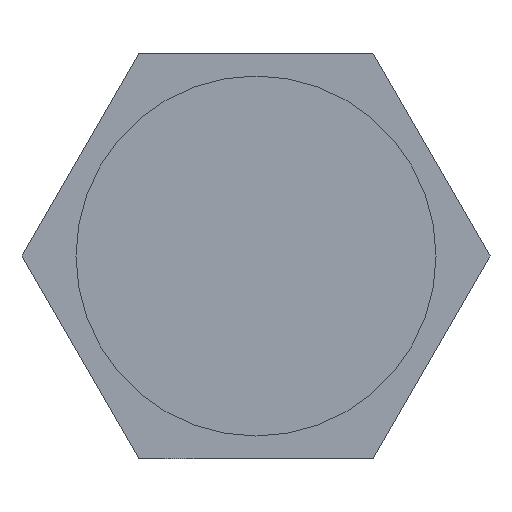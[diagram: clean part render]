
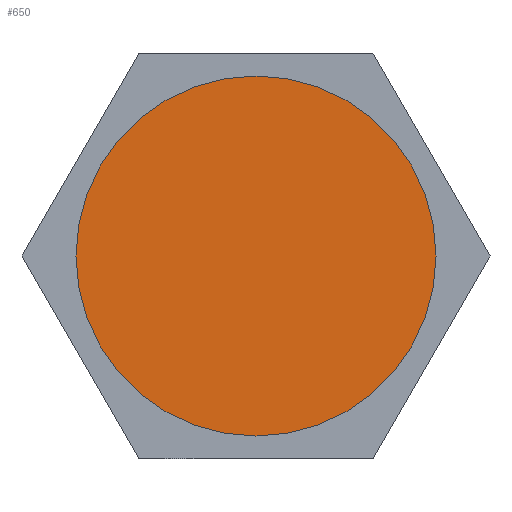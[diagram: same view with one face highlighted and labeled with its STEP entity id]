
A CAD part, front view. The second image highlights one B-rep face of the part: STEP entity #650.
In plain terms, the highlighted planar face has unit normal (0, -1, 0).
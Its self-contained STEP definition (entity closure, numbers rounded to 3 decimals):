
#572=CARTESIAN_POINT('',(10.0,0.0,0.0));
#573=VERTEX_POINT('',#572);
#589=CARTESIAN_POINT('',(-10.0,0.0,0.));
#590=VERTEX_POINT('',#589);
#597=CARTESIAN_POINT('',(0.0,0.0,0.0));
#598=DIRECTION('',(0.0,-1.0,0.0));
#599=DIRECTION('',(1.0,0.0,0.0));
#600=AXIS2_PLACEMENT_3D('',#597,#598,#599);
#601=CIRCLE('',#600,10.0);
#602=EDGE_CURVE('',#573,#590,#601,.T.);
#629=CARTESIAN_POINT('',(0.0,0.0,0.0));
#630=DIRECTION('',(0.0,-1.0,0.0));
#631=DIRECTION('',(1.0,0.0,0.0));
#632=AXIS2_PLACEMENT_3D('',#629,#630,#631);
#633=CIRCLE('',#632,10.0);
#634=EDGE_CURVE('',#590,#573,#633,.T.);
#641=CARTESIAN_POINT('',(0.0,0.0,0.0));
#642=DIRECTION('',(0.0,-1.0,0.0));
#643=DIRECTION('',(-1.0,0.0,0.0));
#644=AXIS2_PLACEMENT_3D('',#641,#642,#643);
#645=PLANE('',#644);
#646=ORIENTED_EDGE('',*,*,#602,.T.);
#647=ORIENTED_EDGE('',*,*,#634,.T.);
#648=EDGE_LOOP('',(#646,#647));
#649=FACE_OUTER_BOUND('',#648,.T.);
#650=ADVANCED_FACE('',(#649),#645,.T.);
